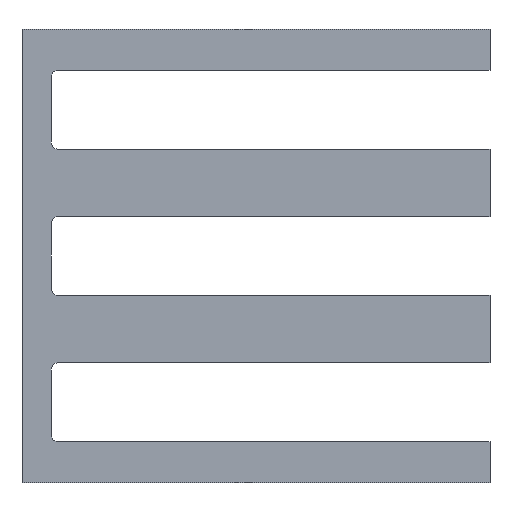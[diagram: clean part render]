
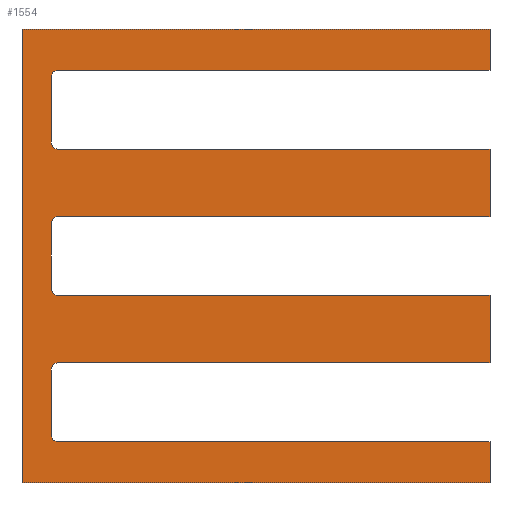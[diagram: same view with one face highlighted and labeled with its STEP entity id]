
A CAD part, front view. The second image highlights one B-rep face of the part: STEP entity #1554.
In plain terms, the highlighted planar face has unit normal (0, -1, 0).
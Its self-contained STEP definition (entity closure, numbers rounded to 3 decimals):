
#34=FACE_OUTER_BOUND('',#118,.T.);
#118=EDGE_LOOP('',(#1041,#1042,#1043,#1044,#1045,#1046,#1047,#1048,#1049,
#1050,#1051,#1052,#1053,#1054,#1055,#1056,#1057,#1058,#1059,#1060,#1061,
#1062));
#207=CIRCLE('',#1659,2.5);
#208=CIRCLE('',#1660,2.5);
#209=CIRCLE('',#1661,2.5);
#210=CIRCLE('',#1662,2.5);
#211=CIRCLE('',#1663,2.5);
#212=CIRCLE('',#1664,2.5);
#253=LINE('',#2260,#451);
#254=LINE('',#2262,#452);
#255=LINE('',#2264,#453);
#256=LINE('',#2268,#454);
#257=LINE('',#2272,#455);
#258=LINE('',#2274,#456);
#259=LINE('',#2276,#457);
#260=LINE('',#2280,#458);
#261=LINE('',#2284,#459);
#262=LINE('',#2286,#460);
#263=LINE('',#2288,#461);
#264=LINE('',#2292,#462);
#265=LINE('',#2296,#463);
#266=LINE('',#2298,#464);
#267=LINE('',#2300,#465);
#268=LINE('',#2301,#466);
#451=VECTOR('',#1805,5.);
#452=VECTOR('',#1806,5.);
#453=VECTOR('',#1807,5.);
#454=VECTOR('',#1810,5.);
#455=VECTOR('',#1813,5.);
#456=VECTOR('',#1814,5.);
#457=VECTOR('',#1815,5.);
#458=VECTOR('',#1818,5.);
#459=VECTOR('',#1821,5.);
#460=VECTOR('',#1822,5.);
#461=VECTOR('',#1823,5.);
#462=VECTOR('',#1826,5.);
#463=VECTOR('',#1829,5.);
#464=VECTOR('',#1830,5.);
#465=VECTOR('',#1831,5.);
#466=VECTOR('',#1832,5.);
#655=VERTEX_POINT('',#2258);
#656=VERTEX_POINT('',#2259);
#657=VERTEX_POINT('',#2261);
#658=VERTEX_POINT('',#2263);
#659=VERTEX_POINT('',#2265);
#660=VERTEX_POINT('',#2267);
#661=VERTEX_POINT('',#2269);
#662=VERTEX_POINT('',#2271);
#663=VERTEX_POINT('',#2273);
#664=VERTEX_POINT('',#2275);
#665=VERTEX_POINT('',#2277);
#666=VERTEX_POINT('',#2279);
#667=VERTEX_POINT('',#2281);
#668=VERTEX_POINT('',#2283);
#669=VERTEX_POINT('',#2285);
#670=VERTEX_POINT('',#2287);
#671=VERTEX_POINT('',#2289);
#672=VERTEX_POINT('',#2291);
#673=VERTEX_POINT('',#2293);
#674=VERTEX_POINT('',#2295);
#675=VERTEX_POINT('',#2297);
#676=VERTEX_POINT('',#2299);
#807=EDGE_CURVE('',#655,#656,#253,.T.);
#808=EDGE_CURVE('',#656,#657,#254,.T.);
#809=EDGE_CURVE('',#658,#657,#255,.T.);
#810=EDGE_CURVE('',#659,#658,#207,.T.);
#811=EDGE_CURVE('',#659,#660,#256,.T.);
#812=EDGE_CURVE('',#661,#660,#208,.T.);
#813=EDGE_CURVE('',#661,#662,#257,.T.);
#814=EDGE_CURVE('',#662,#663,#258,.T.);
#815=EDGE_CURVE('',#664,#663,#259,.T.);
#816=EDGE_CURVE('',#665,#664,#209,.T.);
#817=EDGE_CURVE('',#665,#666,#260,.T.);
#818=EDGE_CURVE('',#667,#666,#210,.T.);
#819=EDGE_CURVE('',#667,#668,#261,.T.);
#820=EDGE_CURVE('',#668,#669,#262,.T.);
#821=EDGE_CURVE('',#670,#669,#263,.T.);
#822=EDGE_CURVE('',#671,#670,#211,.T.);
#823=EDGE_CURVE('',#671,#672,#264,.T.);
#824=EDGE_CURVE('',#673,#672,#212,.T.);
#825=EDGE_CURVE('',#673,#674,#265,.T.);
#826=EDGE_CURVE('',#674,#675,#266,.T.);
#827=EDGE_CURVE('',#675,#676,#267,.T.);
#828=EDGE_CURVE('',#676,#655,#268,.T.);
#1041=ORIENTED_EDGE('',*,*,#807,.T.);
#1042=ORIENTED_EDGE('',*,*,#808,.T.);
#1043=ORIENTED_EDGE('',*,*,#809,.F.);
#1044=ORIENTED_EDGE('',*,*,#810,.F.);
#1045=ORIENTED_EDGE('',*,*,#811,.T.);
#1046=ORIENTED_EDGE('',*,*,#812,.F.);
#1047=ORIENTED_EDGE('',*,*,#813,.T.);
#1048=ORIENTED_EDGE('',*,*,#814,.T.);
#1049=ORIENTED_EDGE('',*,*,#815,.F.);
#1050=ORIENTED_EDGE('',*,*,#816,.F.);
#1051=ORIENTED_EDGE('',*,*,#817,.T.);
#1052=ORIENTED_EDGE('',*,*,#818,.F.);
#1053=ORIENTED_EDGE('',*,*,#819,.T.);
#1054=ORIENTED_EDGE('',*,*,#820,.T.);
#1055=ORIENTED_EDGE('',*,*,#821,.F.);
#1056=ORIENTED_EDGE('',*,*,#822,.F.);
#1057=ORIENTED_EDGE('',*,*,#823,.T.);
#1058=ORIENTED_EDGE('',*,*,#824,.F.);
#1059=ORIENTED_EDGE('',*,*,#825,.T.);
#1060=ORIENTED_EDGE('',*,*,#826,.T.);
#1061=ORIENTED_EDGE('',*,*,#827,.T.);
#1062=ORIENTED_EDGE('',*,*,#828,.T.);
#1488=PLANE('',#1658);
#1554=ADVANCED_FACE('',(#34),#1488,.T.);
#1658=AXIS2_PLACEMENT_3D('',#2257,#1803,#1804);
#1659=AXIS2_PLACEMENT_3D('',#2266,#1808,#1809);
#1660=AXIS2_PLACEMENT_3D('',#2270,#1811,#1812);
#1661=AXIS2_PLACEMENT_3D('',#2278,#1816,#1817);
#1662=AXIS2_PLACEMENT_3D('',#2282,#1819,#1820);
#1663=AXIS2_PLACEMENT_3D('',#2290,#1824,#1825);
#1664=AXIS2_PLACEMENT_3D('',#2294,#1827,#1828);
#1803=DIRECTION('center_axis',(0.,-1.,0.));
#1804=DIRECTION('ref_axis',(0.,0.,-1.));
#1805=DIRECTION('',(1.,0.,0.));
#1806=DIRECTION('',(0.,0.,1.));
#1807=DIRECTION('',(1.,0.,0.));
#1808=DIRECTION('center_axis',(0.,-1.,0.));
#1809=DIRECTION('ref_axis',(-0.707,0.,-0.707));
#1810=DIRECTION('',(0.,0.,1.));
#1811=DIRECTION('center_axis',(0.,-1.,0.));
#1812=DIRECTION('ref_axis',(-0.707,0.,0.707));
#1813=DIRECTION('',(1.,0.,0.));
#1814=DIRECTION('',(0.,0.,1.));
#1815=DIRECTION('',(1.,0.,0.));
#1816=DIRECTION('center_axis',(0.,-1.,0.));
#1817=DIRECTION('ref_axis',(-0.707,0.,-0.707));
#1818=DIRECTION('',(0.,0.,1.));
#1819=DIRECTION('center_axis',(0.,-1.,0.));
#1820=DIRECTION('ref_axis',(-0.707,0.,0.707));
#1821=DIRECTION('',(1.,0.,0.));
#1822=DIRECTION('',(0.,0.,1.));
#1823=DIRECTION('',(1.,0.,0.));
#1824=DIRECTION('center_axis',(0.,-1.,0.));
#1825=DIRECTION('ref_axis',(-0.707,0.,-0.707));
#1826=DIRECTION('',(0.,0.,1.));
#1827=DIRECTION('center_axis',(0.,-1.,0.));
#1828=DIRECTION('ref_axis',(-0.707,0.,0.707));
#1829=DIRECTION('',(1.,0.,0.));
#1830=DIRECTION('',(0.,0.,1.));
#1831=DIRECTION('',(-1.,0.,0.));
#1832=DIRECTION('',(0.,0.,-1.));
#2257=CARTESIAN_POINT('Origin',(145.,132.25,275.75));
#2258=CARTESIAN_POINT('',(140.,132.25,123.25));
#2259=CARTESIAN_POINT('',(300.,132.25,123.25));
#2260=CARTESIAN_POINT('',(145.,132.25,123.25));
#2261=CARTESIAN_POINT('',(300.,132.25,137.25));
#2262=CARTESIAN_POINT('',(300.,132.25,275.75));
#2263=CARTESIAN_POINT('',(152.5,132.25,137.25));
#2264=CARTESIAN_POINT('',(220.,132.25,137.25));
#2265=CARTESIAN_POINT('',(150.,132.25,139.75));
#2266=CARTESIAN_POINT('Origin',(152.5,132.25,139.75));
#2267=CARTESIAN_POINT('',(150.,132.25,161.75));
#2268=CARTESIAN_POINT('',(150.,132.25,213.25));
#2269=CARTESIAN_POINT('',(152.5,132.25,164.25));
#2270=CARTESIAN_POINT('Origin',(152.5,132.25,161.75));
#2271=CARTESIAN_POINT('',(300.,132.25,164.25));
#2272=CARTESIAN_POINT('',(220.,132.25,164.25));
#2273=CARTESIAN_POINT('',(300.,132.25,187.25));
#2274=CARTESIAN_POINT('',(300.,132.25,275.75));
#2275=CARTESIAN_POINT('',(152.5,132.25,187.25));
#2276=CARTESIAN_POINT('',(220.,132.25,187.25));
#2277=CARTESIAN_POINT('',(150.,132.25,189.75));
#2278=CARTESIAN_POINT('Origin',(152.5,132.25,189.75));
#2279=CARTESIAN_POINT('',(150.,132.25,211.75));
#2280=CARTESIAN_POINT('',(150.,132.25,238.25));
#2281=CARTESIAN_POINT('',(152.5,132.25,214.25));
#2282=CARTESIAN_POINT('Origin',(152.5,132.25,211.75));
#2283=CARTESIAN_POINT('',(300.,132.25,214.25));
#2284=CARTESIAN_POINT('',(220.,132.25,214.25));
#2285=CARTESIAN_POINT('',(300.,132.25,237.25));
#2286=CARTESIAN_POINT('',(300.,132.25,275.75));
#2287=CARTESIAN_POINT('',(152.5,132.25,237.25));
#2288=CARTESIAN_POINT('',(220.,132.25,237.25));
#2289=CARTESIAN_POINT('',(150.,132.25,239.75));
#2290=CARTESIAN_POINT('Origin',(152.5,132.25,239.75));
#2291=CARTESIAN_POINT('',(150.,132.25,261.75));
#2292=CARTESIAN_POINT('',(150.,132.25,263.25));
#2293=CARTESIAN_POINT('',(152.5,132.25,264.25));
#2294=CARTESIAN_POINT('Origin',(152.5,132.25,261.75));
#2295=CARTESIAN_POINT('',(300.,132.25,264.25));
#2296=CARTESIAN_POINT('',(220.,132.25,264.25));
#2297=CARTESIAN_POINT('',(300.,132.25,278.25));
#2298=CARTESIAN_POINT('',(300.,132.25,275.75));
#2299=CARTESIAN_POINT('',(140.,132.25,278.25));
#2300=CARTESIAN_POINT('',(145.,132.25,278.25));
#2301=CARTESIAN_POINT('',(140.,132.25,125.75));
